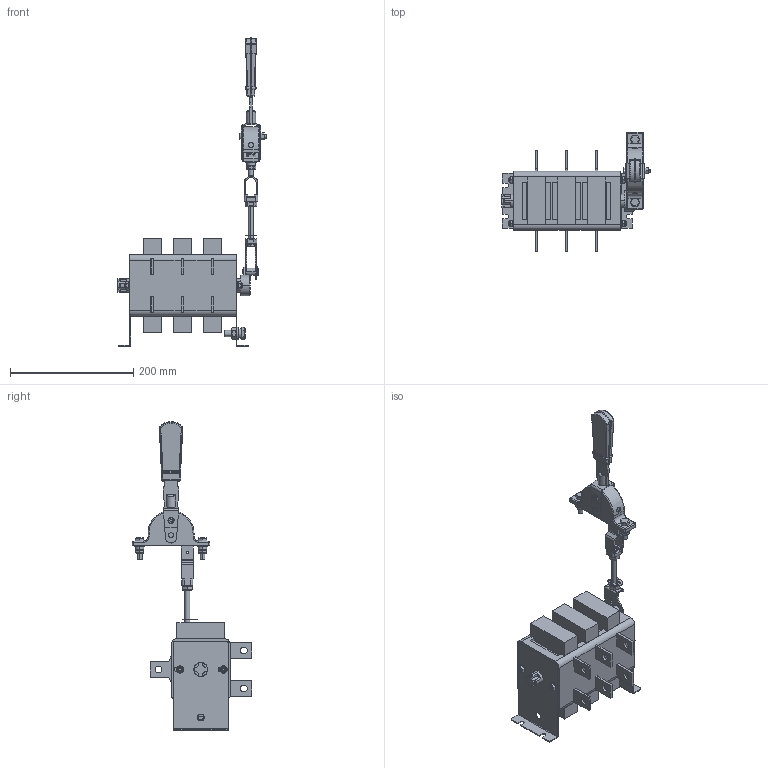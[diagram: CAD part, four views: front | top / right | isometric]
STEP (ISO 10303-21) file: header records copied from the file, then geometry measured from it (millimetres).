
FILE_DESCRIPTION (( 'STEP AP203' ), '1' );
FILE_NAME ('uvr32-37a71240-r.ÃÌ Âûêëþ÷àòåëü-ðàçúåäèíèòåëü ÂÐ32Ó-37A71240-R ñ ïåðåä. ñìåù. ðóêîÿòêîé.STEP', '2025-01-15T11:15:37', ( '' ), ( '' ), 'SwSTEP 2.0', 'SolidWorks 2021', '' );
FILE_SCHEMA (( 'CONFIG_CONTROL_DESIGN' ));
Length unit declared in the file: millimetre
Products named in the file (1): uvr32-37a71240-r.ÃÌ Âûêëþ÷àòåëü-ðàçúåäèíèòåëü ÂÐ32Ó-37A71240-R ñ ïåðåä. ñìåù. ðóêîÿòêîé
Bounding box: 240.85 x 194.12 x 501.47 mm (x, y, z)
Volume: 2189825.3 mm3; surface area: 416770.5 mm2
Topology: 35 solids, 35 shells, 1258 faces, 3170 edges, 2020 vertices
Faces by surface type: plane 730, cylinder 424, torus 36, bspline 36, cone 26, sphere 6
Entity records: 39602 total; most frequent: CARTESIAN_POINT 9135, ORIENTED_EDGE 6324, DIRECTION 6310, EDGE_CURVE 3162, AXIS2_PLACEMENT_3D 2109, VECTOR 2092, LINE 2092, VERTEX_POINT 2020
